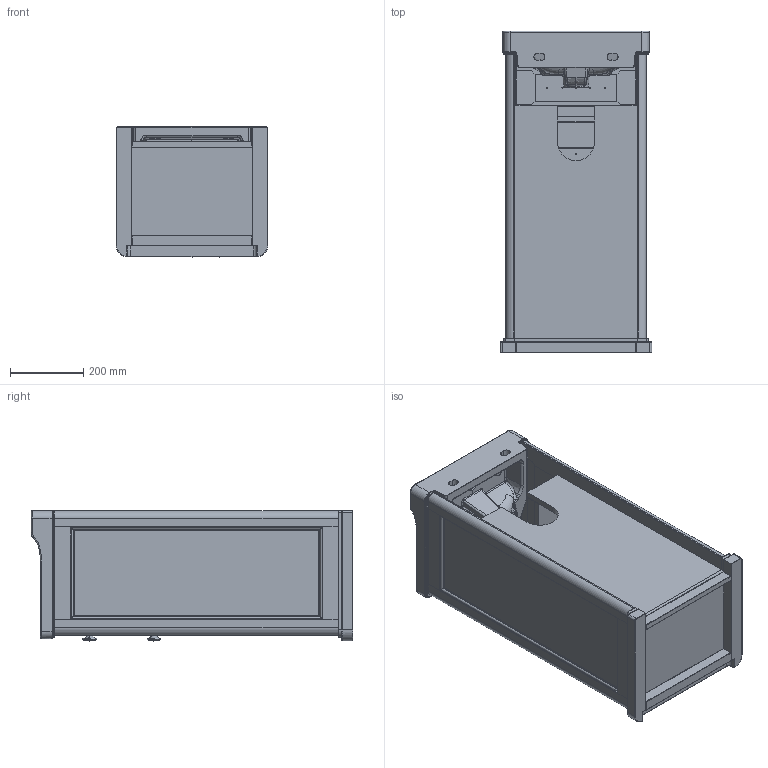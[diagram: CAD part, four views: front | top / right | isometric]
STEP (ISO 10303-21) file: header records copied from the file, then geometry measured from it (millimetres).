
FILE_DESCRIPTION (( 'STEP AP214' ), '1' );
FILE_NAME ('SO040F_STEP_V10321.STEP', '2021-03-30T14:27:42', ( '' ), ( '' ), 'SwSTEP 2.0', 'SolidWorks 2019', '' );
FILE_SCHEMA (( 'AUTOMOTIVE_DESIGN' ));
Length unit declared in the file: millimetre
Products named in the file (6): Sofia Carcass_SO040F; SOB40_CAD_V10819_1 hole; Sofia Panels_Door SO040F - Right; SO040F_STEP_V10321; HDL18 RUSE Knob; Sofia Panels_Panel SO040F 
Assembly tree (6 placements, depth 2):
  SO040F_STEP_V10321
    Sofia Carcass_SO040F
    Sofia Panels_Panel SO040F 
    Sofia Panels_Door SO040F - Right
    SOB40_CAD_V10819_1 hole
    HDL18 RUSE Knob  x2
Bounding box: 414 x 879 x 356 mm (x, y, z)
Volume: 26462647.9 mm3; surface area: 3778836.2 mm2
Topology: 34 solids, 34 shells, 1173 faces, 2802 edges, 1622 vertices
Faces by surface type: cylinder 390, plane 353, bspline 251, sphere 96, torus 71, cone 12
Entity records: 72184 total; most frequent: CARTESIAN_POINT 47820, ORIENTED_EDGE 5332, DIRECTION 4483, EDGE_CURVE 2666, AXIS2_PLACEMENT_3D 1671, VERTEX_POINT 1595, EDGE_LOOP 1173, FACE_OUTER_BOUND 1150
